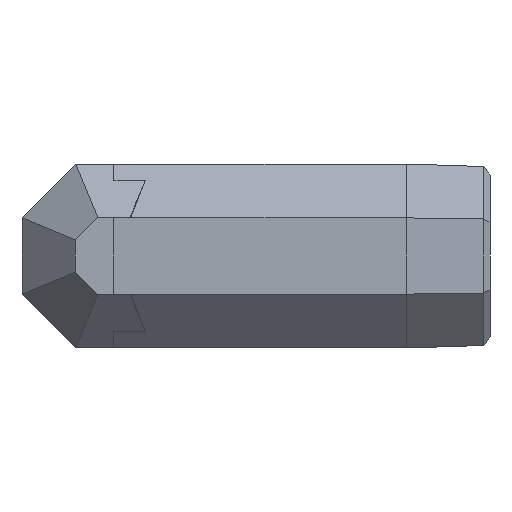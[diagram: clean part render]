
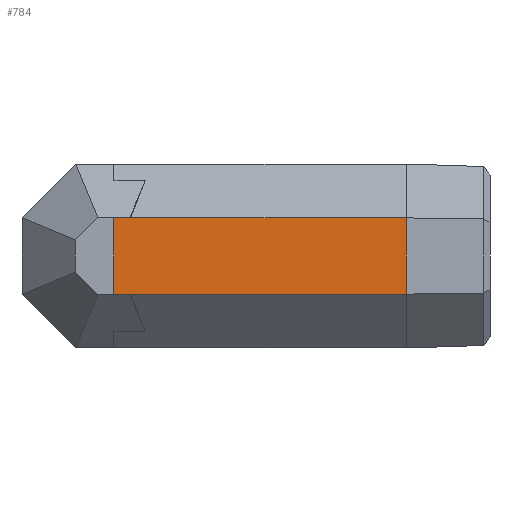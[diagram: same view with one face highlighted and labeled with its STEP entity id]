
A CAD part, left-side view. The second image highlights one B-rep face of the part: STEP entity #784.
In plain terms, the highlighted planar face has unit normal (-1, 0, 0).
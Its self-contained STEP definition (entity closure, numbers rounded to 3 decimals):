
#98 = B_SPLINE_SURFACE_WITH_KNOTS('',1,1,(
    (#99,#100)
    ,(#101,#102
    )),.UNSPECIFIED.,.F.,.F.,.F.,(2,2),(2,2),(0.,5.625),(0.,1.)
  ,.PIECEWISE_BEZIER_KNOTS.);
#99 = CARTESIAN_POINT('',(-6.606,-27.31,2.736));
#100 = CARTESIAN_POINT('',(-6.791,-21.56,2.813));
#101 = CARTESIAN_POINT('',(-6.606,-27.31,-2.736));
#102 = CARTESIAN_POINT('',(-6.791,-21.56,-2.813));
#372 = VERTEX_POINT('',#373);
#373 = CARTESIAN_POINT('',(-6.791,-21.56,-2.813));
#393 = EDGE_CURVE('',#394,#372,#396,.T.);
#394 = VERTEX_POINT('',#395);
#395 = CARTESIAN_POINT('',(-6.791,-21.56,2.813));
#396 = SURFACE_CURVE('',#397,(#401,#408),.PCURVE_S1.);
#397 = LINE('',#398,#399);
#398 = CARTESIAN_POINT('',(-6.791,-21.56,2.813));
#399 = VECTOR('',#400,1.);
#400 = DIRECTION('',(0.,0.,-1.));
#401 = PCURVE('',#98,#402);
#402 = DEFINITIONAL_REPRESENTATION('',(#403),#407);
#403 = LINE('',#404,#405);
#404 = CARTESIAN_POINT('',(0.,1.));
#405 = VECTOR('',#406,1.);
#406 = DIRECTION('',(1.,0.));
#407 = ( GEOMETRIC_REPRESENTATION_CONTEXT(2) 
PARAMETRIC_REPRESENTATION_CONTEXT() REPRESENTATION_CONTEXT('2D SPACE',''
  ) );
#408 = PCURVE('',#409,#414);
#409 = PLANE('',#410);
#410 = AXIS2_PLACEMENT_3D('',#411,#412,#413);
#411 = CARTESIAN_POINT('',(-6.791,0.,2.813));
#412 = DIRECTION('',(1.,-0.,0.));
#413 = DIRECTION('',(0.,0.,-1.));
#414 = DEFINITIONAL_REPRESENTATION('',(#415),#419);
#415 = LINE('',#416,#417);
#416 = CARTESIAN_POINT('',(0.,-21.56));
#417 = VECTOR('',#418,1.);
#418 = DIRECTION('',(1.,0.));
#419 = ( GEOMETRIC_REPRESENTATION_CONTEXT(2) 
PARAMETRIC_REPRESENTATION_CONTEXT() REPRESENTATION_CONTEXT('2D SPACE',''
  ) );
#772 = PLANE('',#773);
#773 = AXIS2_PLACEMENT_3D('',#774,#775,#776);
#774 = CARTESIAN_POINT('',(-6.791,0.,-2.813));
#775 = DIRECTION('',(0.707,-0.,0.707));
#776 = DIRECTION('',(0.707,0.,-0.707));
#784 = ADVANCED_FACE('',(#785),#409,.F.);
#785 = FACE_BOUND('',#786,.F.);
#786 = EDGE_LOOP('',(#787,#788,#808,#836));
#787 = ORIENTED_EDGE('',*,*,#393,.T.);
#788 = ORIENTED_EDGE('',*,*,#789,.T.);
#789 = EDGE_CURVE('',#372,#790,#792,.T.);
#790 = VERTEX_POINT('',#791);
#791 = CARTESIAN_POINT('',(-6.791,0.,-2.813));
#792 = SURFACE_CURVE('',#793,(#796,#802),.PCURVE_S1.);
#793 = B_SPLINE_CURVE_WITH_KNOTS('',1,(#794,#795),.UNSPECIFIED.,.F.,.F.,
  (2,2),(0.,1.),.PIECEWISE_BEZIER_KNOTS.);
#794 = CARTESIAN_POINT('',(-6.791,-21.56,-2.813));
#795 = CARTESIAN_POINT('',(-6.791,0.,-2.813));
#796 = PCURVE('',#409,#797);
#797 = DEFINITIONAL_REPRESENTATION('',(#798),#801);
#798 = B_SPLINE_CURVE_WITH_KNOTS('',1,(#799,#800),.UNSPECIFIED.,.F.,.F.,
  (2,2),(0.,1.),.PIECEWISE_BEZIER_KNOTS.);
#799 = CARTESIAN_POINT('',(5.625,-21.56));
#800 = CARTESIAN_POINT('',(5.625,0.));
#801 = ( GEOMETRIC_REPRESENTATION_CONTEXT(2) 
PARAMETRIC_REPRESENTATION_CONTEXT() REPRESENTATION_CONTEXT('2D SPACE',''
  ) );
#802 = PCURVE('',#772,#803);
#803 = DEFINITIONAL_REPRESENTATION('',(#804),#807);
#804 = B_SPLINE_CURVE_WITH_KNOTS('',1,(#805,#806),.UNSPECIFIED.,.F.,.F.,
  (2,2),(0.,1.),.PIECEWISE_BEZIER_KNOTS.);
#805 = CARTESIAN_POINT('',(0.,-21.56));
#806 = CARTESIAN_POINT('',(0.,0.));
#807 = ( GEOMETRIC_REPRESENTATION_CONTEXT(2) 
PARAMETRIC_REPRESENTATION_CONTEXT() REPRESENTATION_CONTEXT('2D SPACE',''
  ) );
#808 = ORIENTED_EDGE('',*,*,#809,.F.);
#809 = EDGE_CURVE('',#810,#790,#812,.T.);
#810 = VERTEX_POINT('',#811);
#811 = CARTESIAN_POINT('',(-6.791,0.,2.813));
#812 = SURFACE_CURVE('',#813,(#817,#824),.PCURVE_S1.);
#813 = LINE('',#814,#815);
#814 = CARTESIAN_POINT('',(-6.791,0.,2.813));
#815 = VECTOR('',#816,1.);
#816 = DIRECTION('',(0.,0.,-1.));
#817 = PCURVE('',#409,#818);
#818 = DEFINITIONAL_REPRESENTATION('',(#819),#823);
#819 = LINE('',#820,#821);
#820 = CARTESIAN_POINT('',(0.,0.));
#821 = VECTOR('',#822,1.);
#822 = DIRECTION('',(1.,0.));
#823 = ( GEOMETRIC_REPRESENTATION_CONTEXT(2) 
PARAMETRIC_REPRESENTATION_CONTEXT() REPRESENTATION_CONTEXT('2D SPACE',''
  ) );
#824 = PCURVE('',#825,#830);
#825 = PLANE('',#826);
#826 = AXIS2_PLACEMENT_3D('',#827,#828,#829);
#827 = CARTESIAN_POINT('',(-6.791,0.,2.813));
#828 = DIRECTION('',(0.,-1.,0.));
#829 = DIRECTION('',(0.924,0.,-0.383));
#830 = DEFINITIONAL_REPRESENTATION('',(#831),#835);
#831 = LINE('',#832,#833);
#832 = CARTESIAN_POINT('',(0.,0.));
#833 = VECTOR('',#834,1.);
#834 = DIRECTION('',(0.383,-0.924));
#835 = ( GEOMETRIC_REPRESENTATION_CONTEXT(2) 
PARAMETRIC_REPRESENTATION_CONTEXT() REPRESENTATION_CONTEXT('2D SPACE',''
  ) );
#836 = ORIENTED_EDGE('',*,*,#837,.F.);
#837 = EDGE_CURVE('',#394,#810,#838,.T.);
#838 = SURFACE_CURVE('',#839,(#842,#848),.PCURVE_S1.);
#839 = B_SPLINE_CURVE_WITH_KNOTS('',1,(#840,#841),.UNSPECIFIED.,.F.,.F.,
  (2,2),(0.,1.),.PIECEWISE_BEZIER_KNOTS.);
#840 = CARTESIAN_POINT('',(-6.791,-21.56,2.813));
#841 = CARTESIAN_POINT('',(-6.791,0.,2.813));
#842 = PCURVE('',#409,#843);
#843 = DEFINITIONAL_REPRESENTATION('',(#844),#847);
#844 = B_SPLINE_CURVE_WITH_KNOTS('',1,(#845,#846),.UNSPECIFIED.,.F.,.F.,
  (2,2),(0.,1.),.PIECEWISE_BEZIER_KNOTS.);
#845 = CARTESIAN_POINT('',(0.,-21.56));
#846 = CARTESIAN_POINT('',(0.,0.));
#847 = ( GEOMETRIC_REPRESENTATION_CONTEXT(2) 
PARAMETRIC_REPRESENTATION_CONTEXT() REPRESENTATION_CONTEXT('2D SPACE',''
  ) );
#848 = PCURVE('',#849,#854);
#849 = PLANE('',#850);
#850 = AXIS2_PLACEMENT_3D('',#851,#852,#853);
#851 = CARTESIAN_POINT('',(-2.813,0.,6.791));
#852 = DIRECTION('',(0.707,0.,-0.707));
#853 = DIRECTION('',(-0.707,-0.,-0.707));
#854 = DEFINITIONAL_REPRESENTATION('',(#855),#858);
#855 = B_SPLINE_CURVE_WITH_KNOTS('',1,(#856,#857),.UNSPECIFIED.,.F.,.F.,
  (2,2),(0.,1.),.PIECEWISE_BEZIER_KNOTS.);
#856 = CARTESIAN_POINT('',(5.625,-21.56));
#857 = CARTESIAN_POINT('',(5.625,0.));
#858 = ( GEOMETRIC_REPRESENTATION_CONTEXT(2) 
PARAMETRIC_REPRESENTATION_CONTEXT() REPRESENTATION_CONTEXT('2D SPACE',''
  ) );
